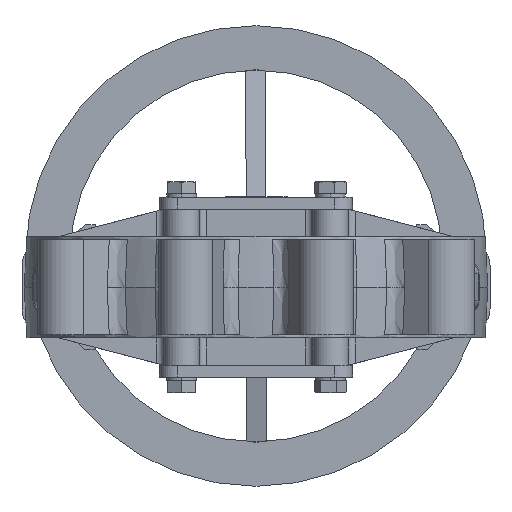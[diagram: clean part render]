
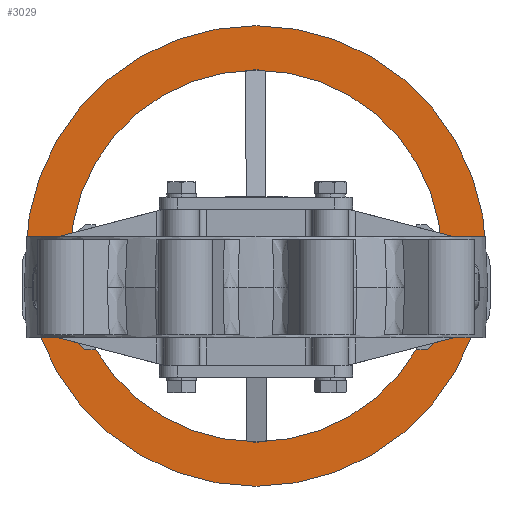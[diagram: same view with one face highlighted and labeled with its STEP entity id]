
A CAD part, front view. The second image highlights one B-rep face of the part: STEP entity #3029.
In plain terms, the highlighted planar face has unit normal (0, -1, 0).
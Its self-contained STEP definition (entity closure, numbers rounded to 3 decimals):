
#563 = CARTESIAN_POINT ( 'NONE',  ( 0., 666.5, 21. ) ) ;
#564 = DIRECTION ( 'NONE',  ( 0., -1., 0. ) ) ;
#565 = DIRECTION ( 'NONE',  ( 0., 0., -1. ) ) ;
#608 = CARTESIAN_POINT ( 'NONE',  ( 0., 666.5, 21. ) ) ;
#609 = DIRECTION ( 'NONE',  ( 0., -1., 0. ) ) ;
#610 = DIRECTION ( 'NONE',  ( 0., 0., -1. ) ) ;
#2963 = EDGE_CURVE ( 'NONE', #16317, #16318, #38218, .T. ) ;
#2977 = EDGE_CURVE ( 'NONE', #16330, #16329, #38228, .T. ) ;
#2988 = EDGE_CURVE ( 'NONE', #16329, #16330, #38243, .T. ) ;
#2990 = EDGE_CURVE ( 'NONE', #16318, #16317, #38248, .T. ) ;
#3029 = ADVANCED_FACE ( 'NONE', ( #22555, #22556 ), #20419, .F. ) ;
#16317 = VERTEX_POINT ( 'NONE', #47199 ) ;
#16318 = VERTEX_POINT ( 'NONE', #47200 ) ;
#16329 = VERTEX_POINT ( 'NONE', #47211 ) ;
#16330 = VERTEX_POINT ( 'NONE', #47212 ) ;
#16614 = ORIENTED_EDGE ( 'NONE', *, *, #2963, .F. ) ;
#16615 = ORIENTED_EDGE ( 'NONE', *, *, #2990, .F. ) ;
#16616 = ORIENTED_EDGE ( 'NONE', *, *, #2988, .T. ) ;
#16617 = ORIENTED_EDGE ( 'NONE', *, *, #2977, .T. ) ;
#20419 = PLANE ( 'NONE',  #24665 ) ;
#20421 = CARTESIAN_POINT ( 'NONE',  ( -125., 666.5, 21. ) ) ;
#20422 = DIRECTION ( 'NONE',  ( 0., 1., 0. ) ) ;
#20423 = DIRECTION ( 'NONE',  ( 0., 0., 1. ) ) ;
#22555 = FACE_BOUND ( 'NONE', #27580, .T. ) ;
#22556 = FACE_OUTER_BOUND ( 'NONE', #27579, .T. ) ;
#24665 = AXIS2_PLACEMENT_3D ( 'NONE', #20421, #20422, #20423 ) ;
#27579 = EDGE_LOOP ( 'NONE', ( #16617, #16616 ) ) ;
#27580 = EDGE_LOOP ( 'NONE', ( #16614, #16615 ) ) ;
#29365 = CARTESIAN_POINT ( 'NONE',  ( 0., 666.5, 21. ) ) ;
#29366 = DIRECTION ( 'NONE',  ( 0., -1., 0. ) ) ;
#29367 = DIRECTION ( 'NONE',  ( 0., 0., -1. ) ) ;
#29372 = CARTESIAN_POINT ( 'NONE',  ( 0., 666.5, 21. ) ) ;
#29373 = DIRECTION ( 'NONE',  ( 0., -1., 0. ) ) ;
#29374 = DIRECTION ( 'NONE',  ( 0., 0., -1. ) ) ;
#38218 = CIRCLE ( 'NONE', #38220, 125. ) ;
#38220 = AXIS2_PLACEMENT_3D ( 'NONE', #563, #564, #565 ) ;
#38228 = CIRCLE ( 'NONE', #38230, 155. ) ;
#38230 = AXIS2_PLACEMENT_3D ( 'NONE', #608, #609, #610 ) ;
#38243 = CIRCLE ( 'NONE', #38247, 155. ) ;
#38247 = AXIS2_PLACEMENT_3D ( 'NONE', #29365, #29366, #29367 ) ;
#38248 = CIRCLE ( 'NONE', #38249, 125. ) ;
#38249 = AXIS2_PLACEMENT_3D ( 'NONE', #29372, #29373, #29374 ) ;
#47199 = CARTESIAN_POINT ( 'NONE',  ( 0., 666.5, 146. ) ) ;
#47200 = CARTESIAN_POINT ( 'NONE',  ( 0., 666.5, -104. ) ) ;
#47211 = CARTESIAN_POINT ( 'NONE',  ( 0., 666.5, 176. ) ) ;
#47212 = CARTESIAN_POINT ( 'NONE',  ( 0., 666.5, -134. ) ) ;
